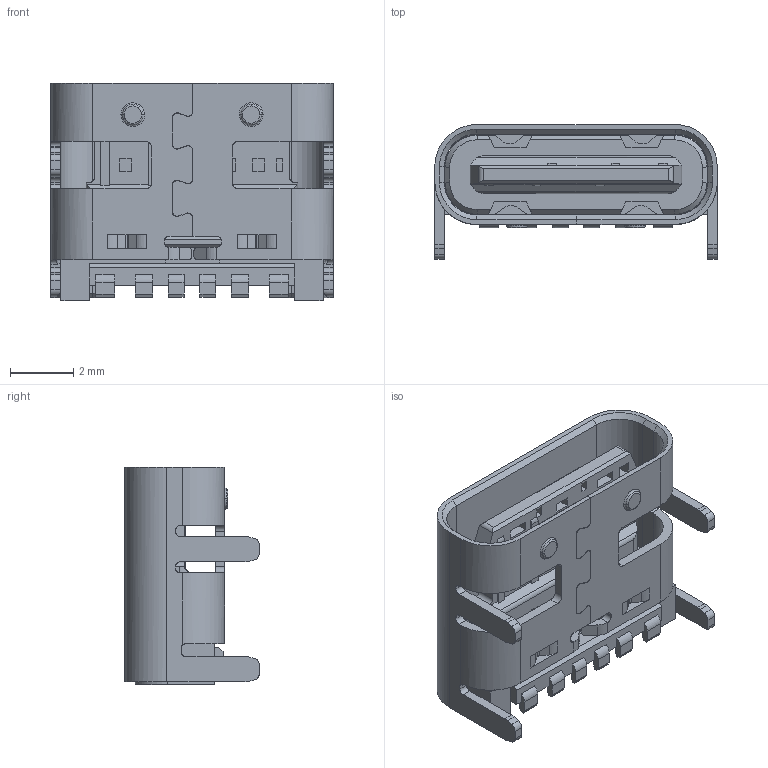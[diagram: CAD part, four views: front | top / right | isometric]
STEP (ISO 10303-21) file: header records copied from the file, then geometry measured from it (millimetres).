
FILE_DESCRIPTION (( 'STEP AP214' ), '1' );
FILE_NAME ('UJC-HP-3-SMT-TR.STEP', '2023-05-22T13:05:42', ( '' ), ( '' ), 'SwSTEP 2.0', 'SolidWorks 2022', '' );
FILE_SCHEMA (( 'AUTOMOTIVE_DESIGN' ));
Length unit declared in the file: millimetre
Products named in the file (1): UJC-HP-3-SMT-TR
Bounding box: 8.94 x 4.26 x 6.9 mm (x, y, z)
Surface area: 458.8 mm2 (no closed solid volume)
Topology: 0 solids, 31 shells, 908 faces, 2492 edges, 1637 vertices
Faces by surface type: plane 648, cylinder 232, cone 18, bspline 10
Entity records: 33913 total; most frequent: CARTESIAN_POINT 7203, ORIENTED_EDGE 4952, DIRECTION 4037, EDGE_CURVE 2491, VECTOR 1909, LINE 1909, VERTEX_POINT 1637, AXIS2_PLACEMENT_3D 1064
